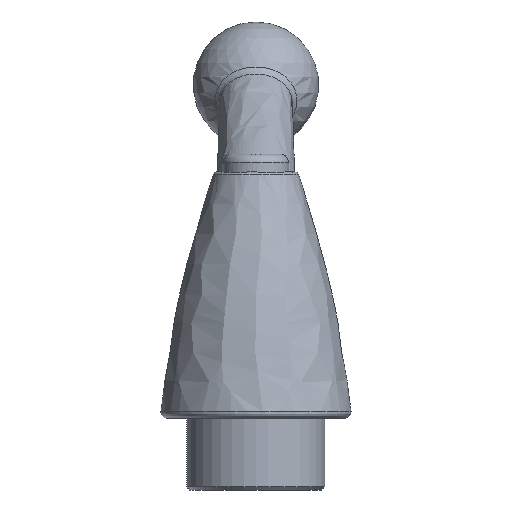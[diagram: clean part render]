
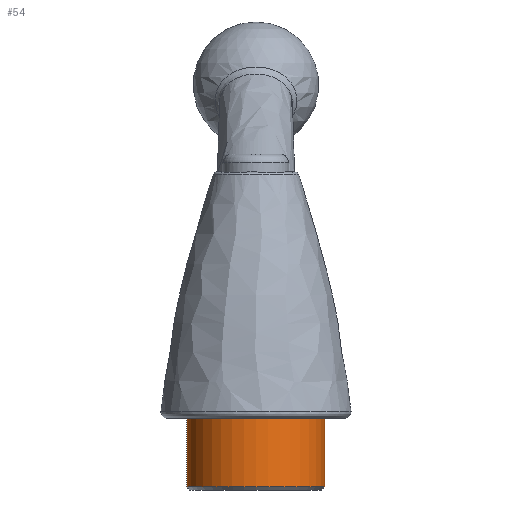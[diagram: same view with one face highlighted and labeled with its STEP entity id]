
A CAD part, left-side view. The second image highlights one B-rep face of the part: STEP entity #54.
In plain terms, the highlighted cylindrical face has radius 11.5 mm (diameter 23 mm), a full revolution.
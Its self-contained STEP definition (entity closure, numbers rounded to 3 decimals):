
#54 = ADVANCED_FACE( '', ( #126, #127 ), #128, .T. );
#126 = FACE_OUTER_BOUND( '', #230, .T. );
#127 = FACE_OUTER_BOUND( '', #231, .T. );
#128 = CYLINDRICAL_SURFACE( '', #232, 11.5 );
#230 = EDGE_LOOP( '', ( #5267 ) );
#231 = EDGE_LOOP( '', ( #5268 ) );
#232 = AXIS2_PLACEMENT_3D( '', #5269, #5270, #5271 );
#5267 = ORIENTED_EDGE( '', *, *, #5412, .T. );
#5268 = ORIENTED_EDGE( '', *, *, #5413, .F. );
#5269 = CARTESIAN_POINT( '', ( 0., 0., -12. ) );
#5270 = DIRECTION( '', ( 0., 0., -1. ) );
#5271 = DIRECTION( '', ( 0., -1., 0. ) );
#5412 = EDGE_CURVE( '', #5477, #5477, #5478, .T. );
#5413 = EDGE_CURVE( '', #5479, #5479, #5480, .T. );
#5477 = VERTEX_POINT( '', #5585 );
#5478 = CIRCLE( '', #5586, 11.5 );
#5479 = VERTEX_POINT( '', #5587 );
#5480 = CIRCLE( '', #5588, 11.5 );
#5585 = CARTESIAN_POINT( '', ( 0., -11.5, -11.5 ) );
#5586 = AXIS2_PLACEMENT_3D( '', #7826, #7827, #7828 );
#5587 = CARTESIAN_POINT( '', ( 0., 11.5, 0. ) );
#5588 = AXIS2_PLACEMENT_3D( '', #7829, #7830, #7831 );
#7826 = CARTESIAN_POINT( '', ( 0., 0., -11.5 ) );
#7827 = DIRECTION( '', ( 0., 0., 1. ) );
#7828 = DIRECTION( '', ( 0., -1., 0. ) );
#7829 = CARTESIAN_POINT( '', ( 0., 0., 0. ) );
#7830 = DIRECTION( '', ( 0., 0., 1. ) );
#7831 = DIRECTION( '', ( 0., 1., 0. ) );
